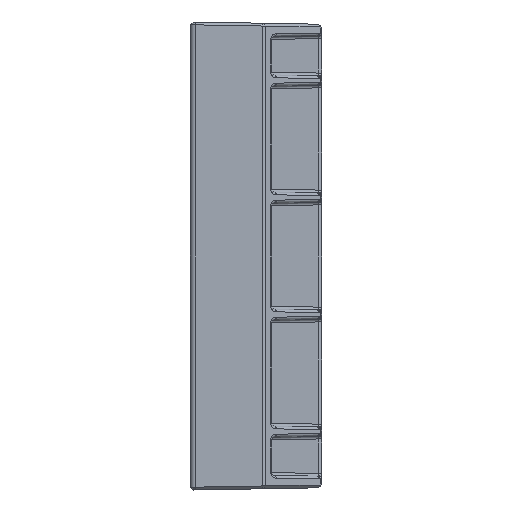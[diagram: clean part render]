
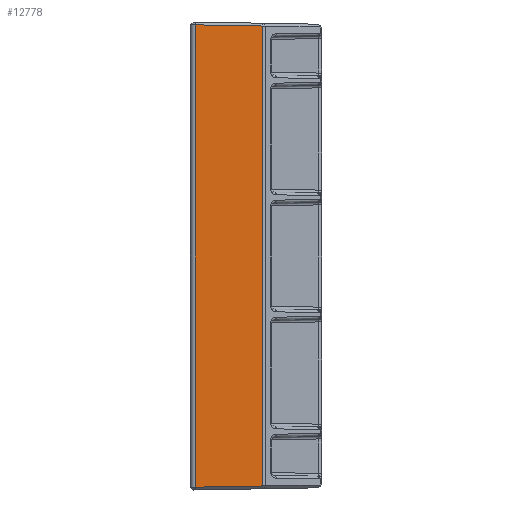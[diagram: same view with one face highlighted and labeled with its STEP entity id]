
A CAD part, left-side view. The second image highlights one B-rep face of the part: STEP entity #12778.
In plain terms, the highlighted planar face has unit normal (-1, -0.018, 0).
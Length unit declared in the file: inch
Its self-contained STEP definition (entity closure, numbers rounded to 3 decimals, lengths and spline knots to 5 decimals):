
#233=PLANE('',#14202);
#1298=LINE('',#36426,#1945);
#1299=LINE('',#36428,#1946);
#1300=LINE('',#36430,#1947);
#1301=LINE('',#36432,#1948);
#1945=VECTOR('',#17648,39.37008);
#1946=VECTOR('',#17651,39.37008);
#1947=VECTOR('',#17654,39.37008);
#1948=VECTOR('',#17657,39.37008);
#3081=FACE_OUTER_BOUND('',#3937,.T.);
#3937=EDGE_LOOP('',(#11842,#11843,#11844,#11845));
#6107=VERTEX_POINT('',#36228);
#6109=VERTEX_POINT('',#36302);
#6111=VERTEX_POINT('',#36368);
#6112=VERTEX_POINT('',#36412);
#8020=EDGE_CURVE('',#6112,#6107,#1298,.T.);
#8021=EDGE_CURVE('',#6107,#6109,#1299,.T.);
#8022=EDGE_CURVE('',#6109,#6111,#1300,.T.);
#8023=EDGE_CURVE('',#6111,#6112,#1301,.T.);
#11842=ORIENTED_EDGE('',*,*,#8022,.F.);
#11843=ORIENTED_EDGE('',*,*,#8021,.F.);
#11844=ORIENTED_EDGE('',*,*,#8020,.F.);
#11845=ORIENTED_EDGE('',*,*,#8023,.F.);
#12778=ADVANCED_FACE('',(#3081),#233,.F.);
#14202=AXIS2_PLACEMENT_3D('',#36433,#17658,#17659);
#17648=DIRECTION('',(-0.017,1.,-0.017));
#17651=DIRECTION('',(0.,0.,1.));
#17654=DIRECTION('',(0.017,-1.,-0.017));
#17657=DIRECTION('',(0.,0.,-1.));
#17658=DIRECTION('center_axis',(1.,0.017,0.));
#17659=DIRECTION('ref_axis',(-0.017,1.,0.));
#36228=CARTESIAN_POINT('',(-0.49965,0.2203,-0.98763));
#36302=CARTESIAN_POINT('',(-0.49965,0.2203,0.98764));
#36368=CARTESIAN_POINT('',(-0.49463,-0.06756,0.98261));
#36412=CARTESIAN_POINT('',(-0.49463,-0.06756,-0.98261));
#36426=CARTESIAN_POINT('',(-0.49714,0.07637,-0.98512));
#36428=CARTESIAN_POINT('',(-0.49965,0.2203,-1.03003));
#36430=CARTESIAN_POINT('',(-0.49714,0.07637,0.98512));
#36432=CARTESIAN_POINT('',(-0.49463,-0.06756,-1.03003));
#36433=CARTESIAN_POINT('Origin',(-0.5,0.24033,-1.03003));
